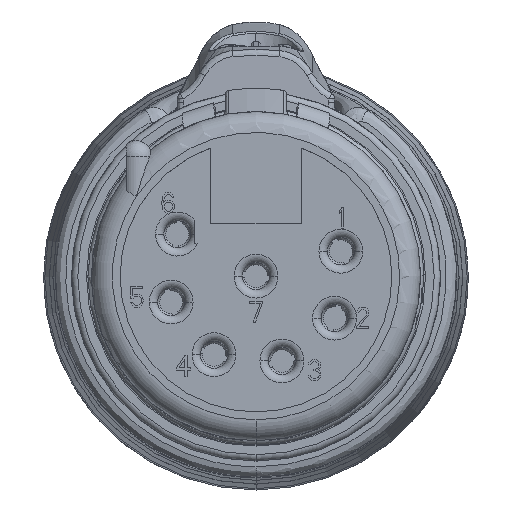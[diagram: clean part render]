
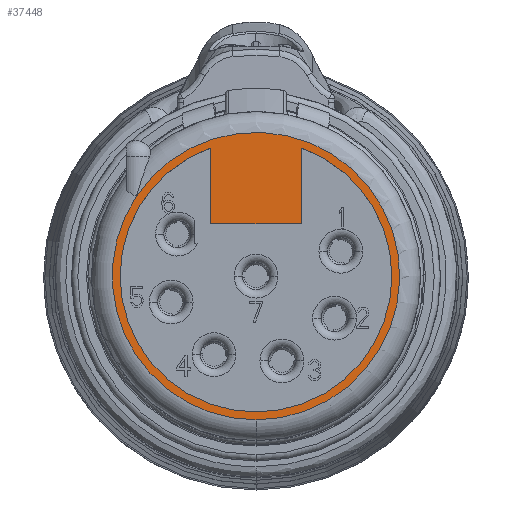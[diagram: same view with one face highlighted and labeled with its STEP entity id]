
A CAD part, top view. The second image highlights one B-rep face of the part: STEP entity #37448.
In plain terms, the highlighted planar face has unit normal (0, 0, 1).
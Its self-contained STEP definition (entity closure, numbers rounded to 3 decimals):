
#7765=CARTESIAN_POINT('',(0.,0.,15.7));
#7766=DIRECTION('',(0.,0.,1.));
#7767=DIRECTION('',(0.,-1.,0.));
#7768=AXIS2_PLACEMENT_3D('',#7765,#7766,#7767);
#7799=CARTESIAN_POINT('',(0.,0.,15.7));
#7800=DIRECTION('',(0.,0.,1.));
#7801=DIRECTION('',(-0.833,0.553,0.));
#7802=AXIS2_PLACEMENT_3D('',#7799,#7800,#7801);
#7804=DIRECTION('',(-1.,0.,0.));
#7805=VECTOR('',#7804,4.14);
#7806=CARTESIAN_POINT('',(2.07,2.5,15.7));
#7807=LINE('',#7806,#7805);
#8004=CARTESIAN_POINT('',(2.07,2.5,15.7));
#8005=CARTESIAN_POINT('',(2.113,2.5,15.7));
#8006=CARTESIAN_POINT('',(2.167,2.533,15.7));
#8007=CARTESIAN_POINT('',(2.2,2.587,15.7));
#8008=CARTESIAN_POINT('',(2.2,2.63,15.7));
#8966=CARTESIAN_POINT('',(0.,0.,15.7));
#8967=DIRECTION('',(0.,0.,-1.));
#8968=DIRECTION('',(0.338,0.941,0.));
#8969=AXIS2_PLACEMENT_3D('',#8966,#8967,#8968);
#8975=DIRECTION('',(0.,1.,0.));
#8976=VECTOR('',#8975,3.486);
#8977=CARTESIAN_POINT('',(2.2,2.63,15.7));
#8978=LINE('',#8977,#8976);
#8993=DIRECTION('',(0.,1.,0.));
#8994=VECTOR('',#8993,3.486);
#8995=CARTESIAN_POINT('',(-2.2,2.63,15.7));
#8996=LINE('',#8995,#8994);
#9007=CARTESIAN_POINT('',(-2.2,2.63,15.7));
#9008=CARTESIAN_POINT('',(-2.2,2.587,15.7));
#9009=CARTESIAN_POINT('',(-2.167,2.533,15.7));
#9010=CARTESIAN_POINT('',(-2.113,2.5,15.7));
#9011=CARTESIAN_POINT('',(-2.07,2.5,15.7));
#18986=CARTESIAN_POINT('',(0.,-6.875,15.7));
#18988=VERTEX_POINT('',#18986);
#18991=CARTESIAN_POINT('',(-5.728,3.802,15.7));
#18992=VERTEX_POINT('',#18991);
#19264=VERTEX_POINT('',#8004);
#19265=VERTEX_POINT('',#8008);
#19266=VERTEX_POINT('',#9007);
#19267=VERTEX_POINT('',#9011);
#19268=CARTESIAN_POINT('',(2.2,6.116,15.7));
#19269=VERTEX_POINT('',#19268);
#19270=CARTESIAN_POINT('',(-2.2,6.116,15.7));
#19271=VERTEX_POINT('',#19270);
#37424=CARTESIAN_POINT('',(0.,0.,15.7));
#37425=DIRECTION('',(0.,0.,-1.));
#37426=DIRECTION('',(0.,-1.,0.));
#37427=AXIS2_PLACEMENT_3D('',#37424,#37425,#37426);
#37428=PLANE('',#37427);
#37429=ORIENTED_EDGE('',*,*,#37404,.F.);
#37431=ORIENTED_EDGE('',*,*,#37430,.F.);
#37432=EDGE_LOOP('',(#37429,#37431));
#37433=FACE_OUTER_BOUND('',#37432,.F.);
#37435=ORIENTED_EDGE('',*,*,#37434,.F.);
#37437=ORIENTED_EDGE('',*,*,#37436,.T.);
#37439=ORIENTED_EDGE('',*,*,#37438,.F.);
#37441=ORIENTED_EDGE('',*,*,#37440,.T.);
#37443=ORIENTED_EDGE('',*,*,#37442,.F.);
#37445=ORIENTED_EDGE('',*,*,#37444,.F.);
#37446=EDGE_LOOP('',(#37435,#37437,#37439,#37441,#37443,#37445));
#37447=FACE_BOUND('',#37446,.F.);
#7769=CIRCLE('',#7768,6.875);
#7803=CIRCLE('',#7802,6.875);
#8009=B_SPLINE_CURVE_WITH_KNOTS('',3,(#8004,#8005,#8006,#8007,#8008),
.UNSPECIFIED.,.F.,.F.,(4,1,4),(0.,0.5,1.),.UNSPECIFIED.);
#8970=CIRCLE('',#8969,6.5);
#9012=B_SPLINE_CURVE_WITH_KNOTS('',3,(#9007,#9008,#9009,#9010,#9011),
.UNSPECIFIED.,.F.,.F.,(4,1,4),(0.,0.5,1.),.UNSPECIFIED.);
#37404=EDGE_CURVE('',#18988,#18992,#7769,.T.);
#37430=EDGE_CURVE('',#18992,#18988,#7803,.T.);
#37434=EDGE_CURVE('',#19264,#19265,#8009,.T.);
#37436=EDGE_CURVE('',#19264,#19267,#7807,.T.);
#37438=EDGE_CURVE('',#19266,#19267,#9012,.T.);
#37440=EDGE_CURVE('',#19266,#19271,#8996,.T.);
#37442=EDGE_CURVE('',#19269,#19271,#8970,.T.);
#37444=EDGE_CURVE('',#19265,#19269,#8978,.T.);
#37448=ADVANCED_FACE('',(#37433,#37447),#37428,.F.);
